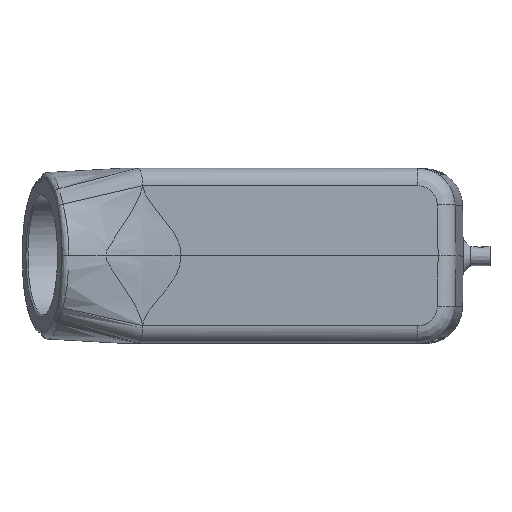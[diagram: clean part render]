
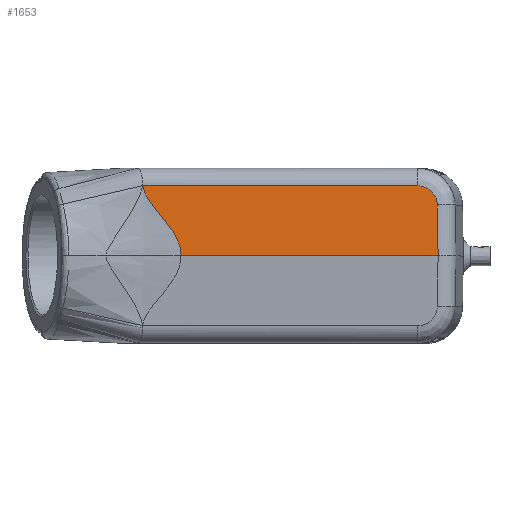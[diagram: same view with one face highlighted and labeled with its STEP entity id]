
A CAD part, top view. The second image highlights one B-rep face of the part: STEP entity #1653.
In plain terms, the highlighted planar face has unit normal (0, 0.018, 1).
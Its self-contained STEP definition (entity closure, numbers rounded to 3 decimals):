
#1227=B_SPLINE_CURVE_WITH_KNOTS('',3,(#10340,#10341,#10342,#10343,#10344,
#10345,#10346,#10347,#10348,#10349,#10350,#10351,#10352,#10353,#10354,#10355,
#10356,#10357,#10358,#10359,#10360,#10361,#10362,#10363,#10364,#10365,#10366,
#10367,#10368,#10369,#10370,#10371,#10372),.UNSPECIFIED.,.F.,.F.,(4,1,1,
1,1,2,2,1,1,1,2,2,1,1,1,1,2,2,1,1,2,2,4),(0.,0.125,0.187,
0.219,0.234,0.242,0.25,
0.312,0.344,0.359,0.367,
0.375,0.437,0.469,0.484,
0.492,0.496,0.5,0.625,
0.687,0.719,0.75,1.),.UNSPECIFIED.);
#1541=ELLIPSE('',#7538,3.302,3.3);
#1653=ADVANCED_FACE('',(#2203),#2016,.T.);
#2016=PLANE('',#7539);
#2203=FACE_OUTER_BOUND('',#2565,.T.);
#2565=EDGE_LOOP('',(#3271,#3272,#3273,#3274,#3275));
#3271=ORIENTED_EDGE('',*,*,#5697,.T.);
#3272=ORIENTED_EDGE('',*,*,#5698,.T.);
#3273=ORIENTED_EDGE('',*,*,#5699,.T.);
#3274=ORIENTED_EDGE('',*,*,#5700,.T.);
#3275=ORIENTED_EDGE('',*,*,#5701,.T.);
#5059=VERTEX_POINT('',#10338);
#5060=VERTEX_POINT('',#10339);
#5061=VERTEX_POINT('',#10373);
#5062=VERTEX_POINT('',#10375);
#5063=VERTEX_POINT('',#10377);
#5697=EDGE_CURVE('',#5059,#5060,#6526,.T.);
#5698=EDGE_CURVE('',#5060,#5061,#1227,.T.);
#5699=EDGE_CURVE('',#5061,#5062,#6527,.T.);
#5700=EDGE_CURVE('',#5062,#5063,#6528,.T.);
#5701=EDGE_CURVE('',#5063,#5059,#1541,.T.);
#6526=LINE('',#10337,#6989);
#6527=LINE('',#10374,#6990);
#6528=LINE('',#10376,#6991);
#6989=VECTOR('',#8343,1.);
#6990=VECTOR('',#8344,1.);
#6991=VECTOR('',#8345,1.);
#7538=AXIS2_PLACEMENT_3D('',#10378,#8346,#8347);
#7539=AXIS2_PLACEMENT_3D('',#10379,#8348,#8349);
#8343=DIRECTION('',(-1.,0.,0.));
#8344=DIRECTION('',(1.,0.,0.));
#8345=DIRECTION('',(-0.017,1.,-0.017));
#8346=DIRECTION('',(0.,0.017,1.));
#8347=DIRECTION('',(0.832,0.555,-0.01));
#8348=DIRECTION('',(0.,0.017,1.));
#8349=DIRECTION('',(0.,-1.,0.017));
#10337=CARTESIAN_POINT('',(-30.017,11.802,46.644));
#10338=CARTESIAN_POINT('',(23.65,11.802,46.644));
#10339=CARTESIAN_POINT('',(-22.771,11.802,46.644));
#10340=CARTESIAN_POINT('',(-22.771,11.802,46.644));
#10341=CARTESIAN_POINT('',(-22.682,11.341,46.652));
#10342=CARTESIAN_POINT('',(-22.441,10.625,46.665));
#10343=CARTESIAN_POINT('',(-21.971,9.751,46.68));
#10344=CARTESIAN_POINT('',(-21.689,9.304,46.688));
#10345=CARTESIAN_POINT('',(-21.537,9.078,46.692));
#10346=CARTESIAN_POINT('',(-21.469,8.981,46.693));
#10347=CARTESIAN_POINT('',(-21.423,8.916,46.694));
#10348=CARTESIAN_POINT('',(-21.393,8.874,46.695));
#10349=CARTESIAN_POINT('',(-21.241,8.663,46.699));
#10350=CARTESIAN_POINT('',(-20.993,8.338,46.704));
#10351=CARTESIAN_POINT('',(-20.623,7.883,46.712));
#10352=CARTESIAN_POINT('',(-20.418,7.636,46.717));
#10353=CARTESIAN_POINT('',(-20.326,7.527,46.719));
#10354=CARTESIAN_POINT('',(-20.263,7.453,46.72));
#10355=CARTESIAN_POINT('',(-20.242,7.427,46.72));
#10356=CARTESIAN_POINT('',(-19.861,6.977,46.728));
#10357=CARTESIAN_POINT('',(-19.452,6.492,46.737));
#10358=CARTESIAN_POINT('',(-19.149,6.13,46.743));
#10359=CARTESIAN_POINT('',(-19.041,6.,46.745));
#10360=CARTESIAN_POINT('',(-18.998,5.948,46.746));
#10361=CARTESIAN_POINT('',(-18.982,5.928,46.747));
#10362=CARTESIAN_POINT('',(-18.971,5.915,46.747));
#10363=CARTESIAN_POINT('',(-18.976,5.921,46.747));
#10364=CARTESIAN_POINT('',(-18.524,5.364,46.756));
#10365=CARTESIAN_POINT('',(-17.951,4.59,46.77));
#10366=CARTESIAN_POINT('',(-17.432,3.751,46.785));
#10367=CARTESIAN_POINT('',(-17.241,3.405,46.791));
#10368=CARTESIAN_POINT('',(-17.121,3.178,46.795));
#10369=CARTESIAN_POINT('',(-17.072,3.082,46.796));
#10370=CARTESIAN_POINT('',(-16.524,1.938,46.816));
#10371=CARTESIAN_POINT('',(-16.281,0.953,46.833));
#10372=CARTESIAN_POINT('',(-16.28,0.,46.85));
#10373=CARTESIAN_POINT('',(-16.282,0.,46.85));
#10374=CARTESIAN_POINT('',(-30.017,0.,46.85));
#10375=CARTESIAN_POINT('',(27.095,0.,46.85));
#10376=CARTESIAN_POINT('',(27.079,0.971,46.833));
#10377=CARTESIAN_POINT('',(26.95,8.56,46.701));
#10378=CARTESIAN_POINT('',(23.649,8.502,46.702));
#10379=CARTESIAN_POINT('',(-30.017,0.,46.85));
